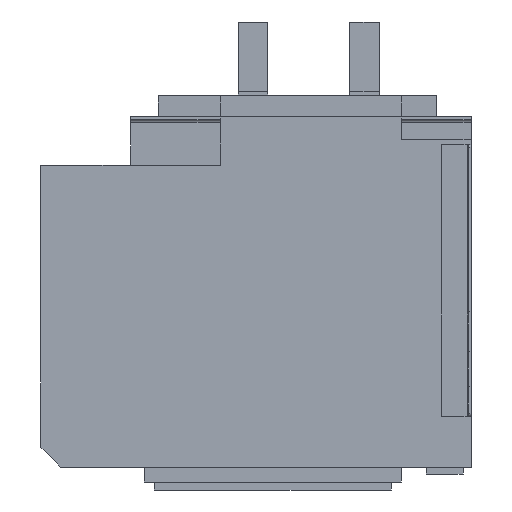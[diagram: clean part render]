
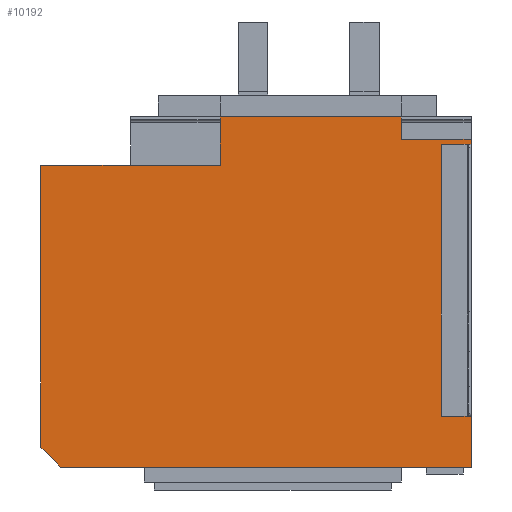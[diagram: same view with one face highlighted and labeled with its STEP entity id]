
A CAD part, left-side view. The second image highlights one B-rep face of the part: STEP entity #10192.
In plain terms, the highlighted planar face has unit normal (-1, 0, 0).
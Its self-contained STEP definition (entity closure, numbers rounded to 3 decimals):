
#226 = ORIENTED_EDGE ( 'NONE', *, *, #4106, .F. ) ;
#885 = DIRECTION ( 'NONE',  ( 0., 0., -1. ) ) ;
#1129 = CARTESIAN_POINT ( 'NONE',  ( -15., 362., 15. ) ) ;
#1346 = ORIENTED_EDGE ( 'NONE', *, *, #53594, .T. ) ;
#1408 = VECTOR ( 'NONE', #46559, 1000. ) ;
#1726 = CARTESIAN_POINT ( 'NONE',  ( -15., 202., 318. ) ) ;
#2262 = DIRECTION ( 'NONE',  ( 0., 0., -1. ) ) ;
#2499 = CARTESIAN_POINT ( 'NONE',  ( -15., 382., 318. ) ) ;
#3131 = VERTEX_POINT ( 'NONE', #51431 ) ;
#3136 = ORIENTED_EDGE ( 'NONE', *, *, #13607, .T. ) ;
#3572 = VECTOR ( 'NONE', #55608, 1000. ) ;
#3581 = CARTESIAN_POINT ( 'NONE',  ( -15., 20., 367. ) ) ;
#3985 = AXIS2_PLACEMENT_3D ( 'NONE', #30689, #17447, #13641 ) ;
#4106 = EDGE_CURVE ( 'NONE', #41765, #5367, #45463, .T. ) ;
#4726 = FACE_BOUND ( 'NONE', #46246, .T. ) ;
#4778 = VERTEX_POINT ( 'NONE', #7748 ) ;
#4876 = EDGE_CURVE ( 'NONE', #26040, #3131, #43251, .T. ) ;
#5367 = VERTEX_POINT ( 'NONE', #31739 ) ;
#5737 = VECTOR ( 'NONE', #23545, 1000. ) ;
#6675 = CARTESIAN_POINT ( 'NONE',  ( -15., -20., 66. ) ) ;
#7156 = VERTEX_POINT ( 'NONE', #17140 ) ;
#7748 = CARTESIAN_POINT ( 'NONE',  ( -15., -46., 339. ) ) ;
#7945 = CARTESIAN_POINT ( 'NONE',  ( -15., 202., 367. ) ) ;
#9528 = DIRECTION ( 'NONE',  ( 0., -1., 0. ) ) ;
#9614 = CARTESIAN_POINT ( 'NONE',  ( -15., 382., 35. ) ) ;
#9637 = DIRECTION ( 'NONE',  ( 0., 0., -1. ) ) ;
#10192 = ADVANCED_FACE ( 'NONE', ( #43686, #4726 ), #52324, .F. ) ;
#10409 = ORIENTED_EDGE ( 'NONE', *, *, #25440, .T. ) ;
#10729 = DIRECTION ( 'NONE',  ( 0., -1., 0. ) ) ;
#10750 = ORIENTED_EDGE ( 'NONE', *, *, #50514, .F. ) ;
#11497 = LINE ( 'NONE', #47537, #50024 ) ;
#11713 = VECTOR ( 'NONE', #15023, 1000. ) ;
#12196 = CARTESIAN_POINT ( 'NONE',  ( -15., 202., 364. ) ) ;
#13112 = CARTESIAN_POINT ( 'NONE',  ( -15., -50., 15. ) ) ;
#13607 = EDGE_CURVE ( 'NONE', #4778, #34172, #24272, .T. ) ;
#13641 = DIRECTION ( 'NONE',  ( 0., 0., -1. ) ) ;
#14076 = VECTOR ( 'NONE', #46480, 1000. ) ;
#14245 = CARTESIAN_POINT ( 'NONE',  ( -15., -50., 344. ) ) ;
#14815 = ORIENTED_EDGE ( 'NONE', *, *, #40154, .F. ) ;
#15023 = DIRECTION ( 'NONE',  ( 0., -1., 0. ) ) ;
#16780 = EDGE_CURVE ( 'NONE', #41765, #45838, #55887, .T. ) ;
#16899 = LINE ( 'NONE', #3581, #1408 ) ;
#17140 = CARTESIAN_POINT ( 'NONE',  ( -15., 20., 364. ) ) ;
#17246 = EDGE_CURVE ( 'NONE', #3131, #34172, #32357, .T. ) ;
#17447 = DIRECTION ( 'NONE',  ( 1., 0., 0. ) ) ;
#19064 = LINE ( 'NONE', #45308, #24278 ) ;
#19189 = ORIENTED_EDGE ( 'NONE', *, *, #42648, .F. ) ;
#19678 = CARTESIAN_POINT ( 'NONE',  ( -15., -46., 339. ) ) ;
#19752 = EDGE_CURVE ( 'NONE', #26040, #4778, #54890, .T. ) ;
#19901 = LINE ( 'NONE', #37818, #11713 ) ;
#20862 = EDGE_CURVE ( 'NONE', #32642, #54690, #49095, .T. ) ;
#21318 = VECTOR ( 'NONE', #32924, 1000. ) ;
#21354 = CARTESIAN_POINT ( 'NONE',  ( -15., 382., 35. ) ) ;
#21923 = VERTEX_POINT ( 'NONE', #13112 ) ;
#21969 = CARTESIAN_POINT ( 'NONE',  ( -15., -20., 339. ) ) ;
#22054 = LINE ( 'NONE', #9614, #56585 ) ;
#22224 = VERTEX_POINT ( 'NONE', #45535 ) ;
#23545 = DIRECTION ( 'NONE',  ( 0., -1., 0. ) ) ;
#24272 = LINE ( 'NONE', #19678, #14076 ) ;
#24278 = VECTOR ( 'NONE', #885, 1000. ) ;
#24727 = CARTESIAN_POINT ( 'NONE',  ( -15., -46., 66. ) ) ;
#25440 = EDGE_CURVE ( 'NONE', #37876, #21923, #19901, .T. ) ;
#25550 = DIRECTION ( 'NONE',  ( 0., 0., -1. ) ) ;
#25846 = VECTOR ( 'NONE', #25550, 1000. ) ;
#26040 = VERTEX_POINT ( 'NONE', #21969 ) ;
#26827 = EDGE_CURVE ( 'NONE', #55129, #37876, #22054, .T. ) ;
#26996 = VECTOR ( 'NONE', #9528, 1000. ) ;
#27241 = DIRECTION ( 'NONE',  ( 0., -0.707, -0.707 ) ) ;
#28136 = EDGE_LOOP ( 'NONE', ( #46050, #19189, #36544, #226, #30720, #52812, #10750, #1346, #48715, #10409, #14815 ) ) ;
#29044 = LINE ( 'NONE', #2499, #3572 ) ;
#29047 = EDGE_CURVE ( 'NONE', #35048, #45838, #48785, .T. ) ;
#29166 = ORIENTED_EDGE ( 'NONE', *, *, #4876, .F. ) ;
#30337 = VECTOR ( 'NONE', #9637, 1000. ) ;
#30689 = CARTESIAN_POINT ( 'NONE',  ( -15., -50., 367. ) ) ;
#30720 = ORIENTED_EDGE ( 'NONE', *, *, #16780, .T. ) ;
#30833 = DIRECTION ( 'NONE',  ( 0., 0., -1. ) ) ;
#31608 = CARTESIAN_POINT ( 'NONE',  ( -15., -20., 339. ) ) ;
#31739 = CARTESIAN_POINT ( 'NONE',  ( -15., 20., 367. ) ) ;
#32114 = VECTOR ( 'NONE', #48493, 1000. ) ;
#32323 = EDGE_CURVE ( 'NONE', #5367, #7156, #16899, .T. ) ;
#32357 = LINE ( 'NONE', #6675, #21318 ) ;
#32642 = VERTEX_POINT ( 'NONE', #46756 ) ;
#32924 = DIRECTION ( 'NONE',  ( 0., -1., 0. ) ) ;
#33225 = CARTESIAN_POINT ( 'NONE',  ( -15., -20., 339. ) ) ;
#34172 = VERTEX_POINT ( 'NONE', #24727 ) ;
#34874 = LINE ( 'NONE', #44393, #38059 ) ;
#35048 = VERTEX_POINT ( 'NONE', #1726 ) ;
#36544 = ORIENTED_EDGE ( 'NONE', *, *, #32323, .F. ) ;
#37818 = CARTESIAN_POINT ( 'NONE',  ( -15., -50., 15. ) ) ;
#37876 = VERTEX_POINT ( 'NONE', #1129 ) ;
#38059 = VECTOR ( 'NONE', #30833, 1000. ) ;
#40154 = EDGE_CURVE ( 'NONE', #54690, #21923, #11497, .T. ) ;
#40571 = CARTESIAN_POINT ( 'NONE',  ( -15., -50., 367. ) ) ;
#40690 = CARTESIAN_POINT ( 'NONE',  ( -15., 202., 367. ) ) ;
#41765 = VERTEX_POINT ( 'NONE', #40690 ) ;
#41913 = ORIENTED_EDGE ( 'NONE', *, *, #19752, .T. ) ;
#42648 = EDGE_CURVE ( 'NONE', #7156, #32642, #19064, .T. ) ;
#43251 = LINE ( 'NONE', #31608, #30337 ) ;
#43686 = FACE_OUTER_BOUND ( 'NONE', #28136, .T. ) ;
#44393 = CARTESIAN_POINT ( 'NONE',  ( -15., 382., 367. ) ) ;
#45308 = CARTESIAN_POINT ( 'NONE',  ( -15., 20., 367. ) ) ;
#45463 = LINE ( 'NONE', #40571, #5737 ) ;
#45535 = CARTESIAN_POINT ( 'NONE',  ( -15., 382., 318. ) ) ;
#45838 = VERTEX_POINT ( 'NONE', #12196 ) ;
#46050 = ORIENTED_EDGE ( 'NONE', *, *, #20862, .F. ) ;
#46246 = EDGE_LOOP ( 'NONE', ( #41913, #3136, #50964, #29166 ) ) ;
#46480 = DIRECTION ( 'NONE',  ( 0., 0., -1. ) ) ;
#46559 = DIRECTION ( 'NONE',  ( 0., 0., -1. ) ) ;
#46756 = CARTESIAN_POINT ( 'NONE',  ( -15., 20., 344. ) ) ;
#47537 = CARTESIAN_POINT ( 'NONE',  ( -15., -50., 367. ) ) ;
#48493 = DIRECTION ( 'NONE',  ( 0., 0., 1. ) ) ;
#48715 = ORIENTED_EDGE ( 'NONE', *, *, #26827, .T. ) ;
#48785 = LINE ( 'NONE', #53382, #32114 ) ;
#48807 = CARTESIAN_POINT ( 'NONE',  ( -15., 20., 344. ) ) ;
#49095 = LINE ( 'NONE', #48807, #26996 ) ;
#50024 = VECTOR ( 'NONE', #2262, 1000. ) ;
#50514 = EDGE_CURVE ( 'NONE', #22224, #35048, #29044, .T. ) ;
#50964 = ORIENTED_EDGE ( 'NONE', *, *, #17246, .F. ) ;
#51431 = CARTESIAN_POINT ( 'NONE',  ( -15., -20., 66. ) ) ;
#52324 = PLANE ( 'NONE',  #3985 ) ;
#52812 = ORIENTED_EDGE ( 'NONE', *, *, #29047, .F. ) ;
#53382 = CARTESIAN_POINT ( 'NONE',  ( -15., 202., 367. ) ) ;
#53594 = EDGE_CURVE ( 'NONE', #22224, #55129, #34874, .T. ) ;
#54690 = VERTEX_POINT ( 'NONE', #14245 ) ;
#54890 = LINE ( 'NONE', #33225, #56381 ) ;
#55129 = VERTEX_POINT ( 'NONE', #21354 ) ;
#55608 = DIRECTION ( 'NONE',  ( 0., -1., 0. ) ) ;
#55887 = LINE ( 'NONE', #7945, #25846 ) ;
#56381 = VECTOR ( 'NONE', #10729, 1000. ) ;
#56585 = VECTOR ( 'NONE', #27241, 1000. ) ;
